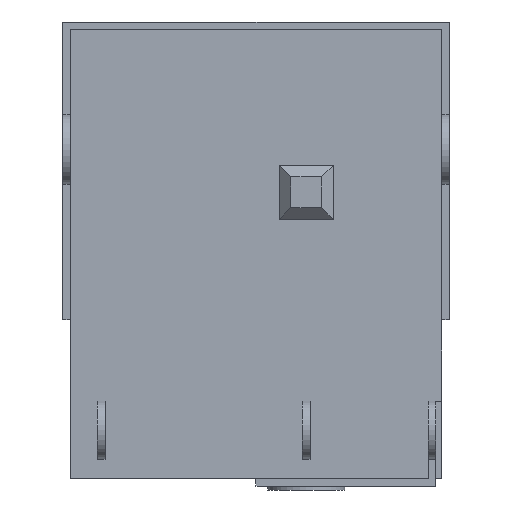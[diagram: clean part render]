
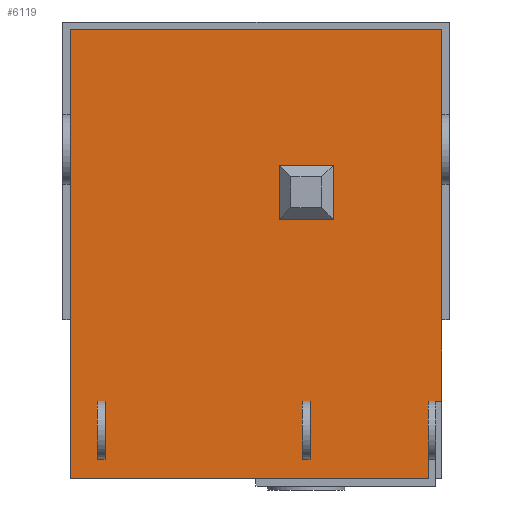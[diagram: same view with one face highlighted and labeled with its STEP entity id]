
A CAD part, front view. The second image highlights one B-rep face of the part: STEP entity #6119.
In plain terms, the highlighted planar face has unit normal (0, -1, 0).
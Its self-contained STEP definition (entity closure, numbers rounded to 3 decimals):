
#26 = VERTEX_POINT ( 'NONE', #5908 ) ;
#54 = FACE_BOUND ( 'NONE', #1671, .T. ) ;
#105 = ORIENTED_EDGE ( 'NONE', *, *, #247, .F. ) ;
#224 = VERTEX_POINT ( 'NONE', #577 ) ;
#229 = VERTEX_POINT ( 'NONE', #3426 ) ;
#247 = EDGE_CURVE ( 'NONE', #229, #224, #6215, .T. ) ;
#269 = DIRECTION ( 'NONE',  ( 1., 0., 0. ) ) ;
#275 = ORIENTED_EDGE ( 'NONE', *, *, #2228, .F. ) ;
#467 = EDGE_LOOP ( 'NONE', ( #5316, #2534, #3924, #5510 ) ) ;
#510 = LINE ( 'NONE', #1575, #3642 ) ;
#577 = CARTESIAN_POINT ( 'NONE',  ( 1.397, 0., -9.6 ) ) ;
#602 = VECTOR ( 'NONE', #1768, 1000. ) ;
#639 = EDGE_LOOP ( 'NONE', ( #2907, #1263, #2442, #5940, #2241, #3372 ) ) ;
#663 = LINE ( 'NONE', #2527, #5693 ) ;
#673 = VECTOR ( 'NONE', #1318, 1000. ) ;
#704 = CARTESIAN_POINT ( 'NONE',  ( 4.8, 0., -11.6 ) ) ;
#749 = CARTESIAN_POINT ( 'NONE',  ( -4.103, 0., -9.6 ) ) ;
#797 = VECTOR ( 'NONE', #269, 1000. ) ;
#803 = VECTOR ( 'NONE', #4600, 1000. ) ;
#808 = CARTESIAN_POINT ( 'NONE',  ( 4.8, 0., 0. ) ) ;
#884 = VERTEX_POINT ( 'NONE', #1177 ) ;
#906 = CARTESIAN_POINT ( 'NONE',  ( 4.45, 0., -9.6 ) ) ;
#907 = LINE ( 'NONE', #934, #5174 ) ;
#933 = DIRECTION ( 'NONE',  ( 1., 0., 0. ) ) ;
#934 = CARTESIAN_POINT ( 'NONE',  ( 4.8, 0., -9.6 ) ) ;
#1087 = VERTEX_POINT ( 'NONE', #1632 ) ;
#1103 = DIRECTION ( 'NONE',  ( 0., 0., 1. ) ) ;
#1106 = DIRECTION ( 'NONE',  ( 0., 0., 1. ) ) ;
#1177 = CARTESIAN_POINT ( 'NONE',  ( 1.197, 0., -9.6 ) ) ;
#1224 = LINE ( 'NONE', #749, #797 ) ;
#1245 = CARTESIAN_POINT ( 'NONE',  ( 0.597, 0., -3.5 ) ) ;
#1253 = LINE ( 'NONE', #2319, #1756 ) ;
#1263 = ORIENTED_EDGE ( 'NONE', *, *, #6113, .T. ) ;
#1275 = CARTESIAN_POINT ( 'NONE',  ( 0.597, 0., -3.5 ) ) ;
#1283 = CARTESIAN_POINT ( 'NONE',  ( -4.8, 0., -11.6 ) ) ;
#1318 = DIRECTION ( 'NONE',  ( 1., 0., 0. ) ) ;
#1378 = VERTEX_POINT ( 'NONE', #2495 ) ;
#1479 = EDGE_CURVE ( 'NONE', #3054, #4992, #3091, .T. ) ;
#1575 = CARTESIAN_POINT ( 'NONE',  ( 0.597, 0., -3.5 ) ) ;
#1604 = CARTESIAN_POINT ( 'NONE',  ( 4.8, 0., 0. ) ) ;
#1609 = LINE ( 'NONE', #3115, #3143 ) ;
#1614 = EDGE_CURVE ( 'NONE', #4767, #5504, #510, .T. ) ;
#1632 = CARTESIAN_POINT ( 'NONE',  ( -3.903, 0., -9.6 ) ) ;
#1633 = CARTESIAN_POINT ( 'NONE',  ( -3.903, 0., -11.1 ) ) ;
#1671 = EDGE_LOOP ( 'NONE', ( #105, #6013, #2964, #4051 ) ) ;
#1731 = CARTESIAN_POINT ( 'NONE',  ( -3.903, 0., -11.1 ) ) ;
#1756 = VECTOR ( 'NONE', #4617, 1000. ) ;
#1768 = DIRECTION ( 'NONE',  ( 1., 0., 0. ) ) ;
#1782 = VERTEX_POINT ( 'NONE', #1731 ) ;
#1784 = EDGE_CURVE ( 'NONE', #3054, #3517, #1609, .T. ) ;
#1821 = VECTOR ( 'NONE', #3396, 1000. ) ;
#1863 = EDGE_CURVE ( 'NONE', #1782, #1087, #5922, .T. ) ;
#1899 = EDGE_CURVE ( 'NONE', #4558, #1782, #2700, .T. ) ;
#1900 = DIRECTION ( 'NONE',  ( 0., 0., 1. ) ) ;
#1937 = EDGE_CURVE ( 'NONE', #1941, #1378, #2294, .T. ) ;
#1941 = VERTEX_POINT ( 'NONE', #4193 ) ;
#1977 = DIRECTION ( 'NONE',  ( 0., 0., -1. ) ) ;
#2148 = VECTOR ( 'NONE', #1900, 1000. ) ;
#2228 = EDGE_CURVE ( 'NONE', #5504, #1378, #1253, .T. ) ;
#2241 = ORIENTED_EDGE ( 'NONE', *, *, #2706, .F. ) ;
#2246 = LINE ( 'NONE', #6052, #602 ) ;
#2294 = LINE ( 'NONE', #2828, #5149 ) ;
#2317 = CARTESIAN_POINT ( 'NONE',  ( 1.197, 0., -11.1 ) ) ;
#2319 = CARTESIAN_POINT ( 'NONE',  ( 0.597, 0., -4.9 ) ) ;
#2330 = ORIENTED_EDGE ( 'NONE', *, *, #1937, .T. ) ;
#2373 = CARTESIAN_POINT ( 'NONE',  ( 1.397, 0., -11.1 ) ) ;
#2387 = DIRECTION ( 'NONE',  ( 0., 0., 1. ) ) ;
#2406 = CARTESIAN_POINT ( 'NONE',  ( 4.8, 0., -11.6 ) ) ;
#2442 = ORIENTED_EDGE ( 'NONE', *, *, #2493, .T. ) ;
#2493 = EDGE_CURVE ( 'NONE', #5306, #26, #907, .T. ) ;
#2495 = CARTESIAN_POINT ( 'NONE',  ( 1.997, 0., -4.9 ) ) ;
#2527 = CARTESIAN_POINT ( 'NONE',  ( 4.8, 0., -11.6 ) ) ;
#2534 = ORIENTED_EDGE ( 'NONE', *, *, #1899, .F. ) ;
#2548 = EDGE_LOOP ( 'NONE', ( #4834, #2330, #275, #4386 ) ) ;
#2642 = DIRECTION ( 'NONE',  ( 1., 0., 0. ) ) ;
#2700 = LINE ( 'NONE', #3668, #4746 ) ;
#2706 = EDGE_CURVE ( 'NONE', #3517, #5611, #5987, .T. ) ;
#2735 = CARTESIAN_POINT ( 'NONE',  ( 4.45, 0., -11.6 ) ) ;
#2797 = DIRECTION ( 'NONE',  ( 1., 0., 0. ) ) ;
#2828 = CARTESIAN_POINT ( 'NONE',  ( 1.997, 0., -3.5 ) ) ;
#2877 = VECTOR ( 'NONE', #4059, 1000. ) ;
#2879 = CARTESIAN_POINT ( 'NONE',  ( -4.103, 0., -11.1 ) ) ;
#2907 = ORIENTED_EDGE ( 'NONE', *, *, #1479, .T. ) ;
#2964 = ORIENTED_EDGE ( 'NONE', *, *, #3593, .T. ) ;
#3031 = EDGE_CURVE ( 'NONE', #3476, #229, #3659, .T. ) ;
#3054 = VERTEX_POINT ( 'NONE', #1283 ) ;
#3084 = DIRECTION ( 'NONE',  ( 0., 0., 1. ) ) ;
#3089 = LINE ( 'NONE', #5530, #803 ) ;
#3091 = LINE ( 'NONE', #704, #2877 ) ;
#3115 = CARTESIAN_POINT ( 'NONE',  ( -4.8, 0., -11.6 ) ) ;
#3143 = VECTOR ( 'NONE', #1103, 1000. ) ;
#3205 = VECTOR ( 'NONE', #5505, 1000. ) ;
#3248 = CARTESIAN_POINT ( 'NONE',  ( -4.103, 0., -11.1 ) ) ;
#3336 = VECTOR ( 'NONE', #3084, 1000. ) ;
#3359 = PLANE ( 'NONE',  #4028 ) ;
#3372 = ORIENTED_EDGE ( 'NONE', *, *, #1784, .F. ) ;
#3396 = DIRECTION ( 'NONE',  ( 0., 0., 1. ) ) ;
#3426 = CARTESIAN_POINT ( 'NONE',  ( 1.397, 0., -11.1 ) ) ;
#3476 = VERTEX_POINT ( 'NONE', #5171 ) ;
#3517 = VERTEX_POINT ( 'NONE', #4624 ) ;
#3593 = EDGE_CURVE ( 'NONE', #3476, #884, #3089, .T. ) ;
#3642 = VECTOR ( 'NONE', #1977, 1000. ) ;
#3652 = LINE ( 'NONE', #1245, #3205 ) ;
#3659 = LINE ( 'NONE', #2317, #673 ) ;
#3668 = CARTESIAN_POINT ( 'NONE',  ( -4.103, 0., -11.1 ) ) ;
#3893 = FACE_BOUND ( 'NONE', #2548, .T. ) ;
#3924 = ORIENTED_EDGE ( 'NONE', *, *, #4125, .T. ) ;
#3940 = CARTESIAN_POINT ( 'NONE',  ( -4.103, 0., -9.6 ) ) ;
#4028 = AXIS2_PLACEMENT_3D ( 'NONE', #2406, #4264, #933 ) ;
#4051 = ORIENTED_EDGE ( 'NONE', *, *, #5643, .T. ) ;
#4059 = DIRECTION ( 'NONE',  ( 1., 0., 0. ) ) ;
#4125 = EDGE_CURVE ( 'NONE', #4558, #4291, #6041, .T. ) ;
#4193 = CARTESIAN_POINT ( 'NONE',  ( 1.997, 0., -3.5 ) ) ;
#4229 = CARTESIAN_POINT ( 'NONE',  ( 4.45, 0., -9.6 ) ) ;
#4264 = DIRECTION ( 'NONE',  ( 0., -1., 0. ) ) ;
#4291 = VERTEX_POINT ( 'NONE', #3940 ) ;
#4386 = ORIENTED_EDGE ( 'NONE', *, *, #1614, .F. ) ;
#4419 = EDGE_CURVE ( 'NONE', #4291, #1087, #1224, .T. ) ;
#4485 = CARTESIAN_POINT ( 'NONE',  ( 0.597, 0., -4.9 ) ) ;
#4558 = VERTEX_POINT ( 'NONE', #2879 ) ;
#4600 = DIRECTION ( 'NONE',  ( 0., 0., 1. ) ) ;
#4617 = DIRECTION ( 'NONE',  ( 1., 0., 0. ) ) ;
#4624 = CARTESIAN_POINT ( 'NONE',  ( -4.8, 0., 0. ) ) ;
#4688 = DIRECTION ( 'NONE',  ( 0., 0., -1. ) ) ;
#4746 = VECTOR ( 'NONE', #2797, 1000. ) ;
#4767 = VERTEX_POINT ( 'NONE', #1275 ) ;
#4771 = LINE ( 'NONE', #4229, #1821 ) ;
#4834 = ORIENTED_EDGE ( 'NONE', *, *, #5529, .T. ) ;
#4897 = EDGE_CURVE ( 'NONE', #26, #5611, #663, .T. ) ;
#4992 = VERTEX_POINT ( 'NONE', #2735 ) ;
#5130 = DIRECTION ( 'NONE',  ( 1., 0., 0. ) ) ;
#5149 = VECTOR ( 'NONE', #4688, 1000. ) ;
#5171 = CARTESIAN_POINT ( 'NONE',  ( 1.197, 0., -11.1 ) ) ;
#5174 = VECTOR ( 'NONE', #5130, 1000. ) ;
#5306 = VERTEX_POINT ( 'NONE', #906 ) ;
#5316 = ORIENTED_EDGE ( 'NONE', *, *, #1863, .F. ) ;
#5377 = VECTOR ( 'NONE', #2642, 1000. ) ;
#5504 = VERTEX_POINT ( 'NONE', #4485 ) ;
#5505 = DIRECTION ( 'NONE',  ( 1., 0., 0. ) ) ;
#5510 = ORIENTED_EDGE ( 'NONE', *, *, #4419, .T. ) ;
#5529 = EDGE_CURVE ( 'NONE', #4767, #1941, #3652, .T. ) ;
#5530 = CARTESIAN_POINT ( 'NONE',  ( 1.197, 0., -11.1 ) ) ;
#5611 = VERTEX_POINT ( 'NONE', #808 ) ;
#5643 = EDGE_CURVE ( 'NONE', #884, #224, #2246, .T. ) ;
#5693 = VECTOR ( 'NONE', #1106, 1000. ) ;
#5748 = FACE_OUTER_BOUND ( 'NONE', #639, .T. ) ;
#5779 = FACE_BOUND ( 'NONE', #467, .T. ) ;
#5908 = CARTESIAN_POINT ( 'NONE',  ( 4.8, 0., -9.6 ) ) ;
#5922 = LINE ( 'NONE', #1633, #3336 ) ;
#5940 = ORIENTED_EDGE ( 'NONE', *, *, #4897, .T. ) ;
#5987 = LINE ( 'NONE', #1604, #5377 ) ;
#6013 = ORIENTED_EDGE ( 'NONE', *, *, #3031, .F. ) ;
#6041 = LINE ( 'NONE', #3248, #6072 ) ;
#6052 = CARTESIAN_POINT ( 'NONE',  ( 1.197, 0., -9.6 ) ) ;
#6072 = VECTOR ( 'NONE', #2387, 1000. ) ;
#6113 = EDGE_CURVE ( 'NONE', #4992, #5306, #4771, .T. ) ;
#6119 = ADVANCED_FACE ( 'NONE', ( #3893, #54, #5779, #5748 ), #3359, .T. ) ;
#6215 = LINE ( 'NONE', #2373, #2148 ) ;
